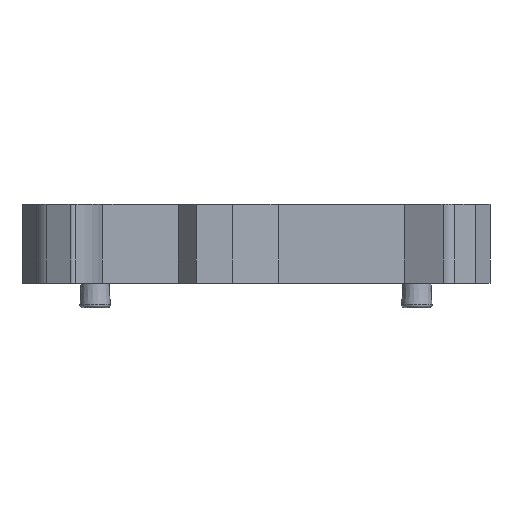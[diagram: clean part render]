
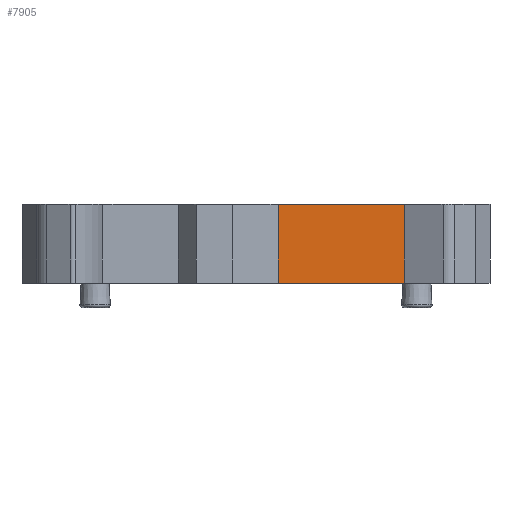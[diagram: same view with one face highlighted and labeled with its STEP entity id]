
A CAD part, front view. The second image highlights one B-rep face of the part: STEP entity #7905.
In plain terms, the highlighted planar face has unit normal (0, -1, 0).
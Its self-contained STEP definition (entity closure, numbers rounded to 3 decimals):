
#50=DIRECTION('',(-1.,0.,0.));
#51=VECTOR('',#50,14.514);
#52=CARTESIAN_POINT('',(16.784,-39.55,0.));
#53=LINE('',#52,#51);
#1220=DIRECTION('',(-1.,0.,0.));
#1221=VECTOR('',#1220,14.514);
#1222=CARTESIAN_POINT('',(16.784,-39.55,-8.1));
#1223=LINE('',#1222,#1221);
#2797=DIRECTION('',(0.,0.,-1.));
#2798=VECTOR('',#2797,8.1);
#2799=CARTESIAN_POINT('',(2.27,-39.55,0.));
#2800=LINE('',#2799,#2798);
#2801=DIRECTION('',(0.,0.,-1.));
#2802=VECTOR('',#2801,8.1);
#2803=CARTESIAN_POINT('',(16.784,-39.55,0.));
#2804=LINE('',#2803,#2802);
#3987=CARTESIAN_POINT('',(16.784,-39.55,0.));
#3988=VERTEX_POINT('',#3987);
#3989=CARTESIAN_POINT('',(2.27,-39.55,0.));
#3990=VERTEX_POINT('',#3989);
#4011=CARTESIAN_POINT('',(16.784,-39.55,-8.1));
#4012=VERTEX_POINT('',#4011);
#4013=CARTESIAN_POINT('',(2.27,-39.55,-8.1));
#4014=VERTEX_POINT('',#4013);
#7893=CARTESIAN_POINT('',(16.784,-39.55,0.));
#7894=DIRECTION('',(0.,1.,0.));
#7895=DIRECTION('',(-1.,0.,0.));
#7896=AXIS2_PLACEMENT_3D('',#7893,#7894,#7895);
#7897=PLANE('',#7896);
#7898=ORIENTED_EDGE('',*,*,#4056,.F.);
#7900=ORIENTED_EDGE('',*,*,#7899,.T.);
#7901=ORIENTED_EDGE('',*,*,#5064,.T.);
#7902=ORIENTED_EDGE('',*,*,#7886,.F.);
#7903=EDGE_LOOP('',(#7898,#7900,#7901,#7902));
#7904=FACE_OUTER_BOUND('',#7903,.F.);
#7905=ADVANCED_FACE('',(#7904),#7897,.F.);
#4056=EDGE_CURVE('',#3988,#3990,#53,.T.);
#5064=EDGE_CURVE('',#4012,#4014,#1223,.T.);
#7886=EDGE_CURVE('',#3990,#4014,#2800,.T.);
#7899=EDGE_CURVE('',#3988,#4012,#2804,.T.);
